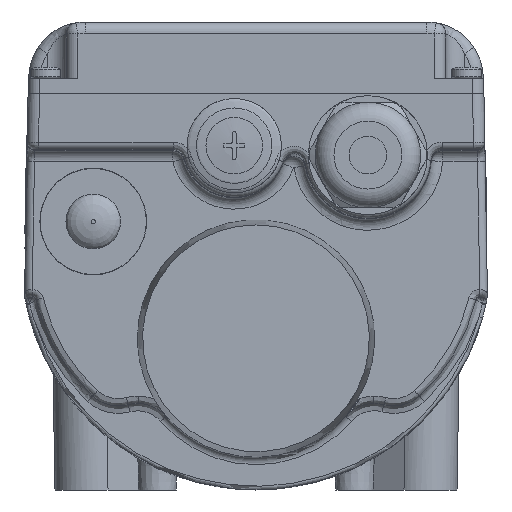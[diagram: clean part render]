
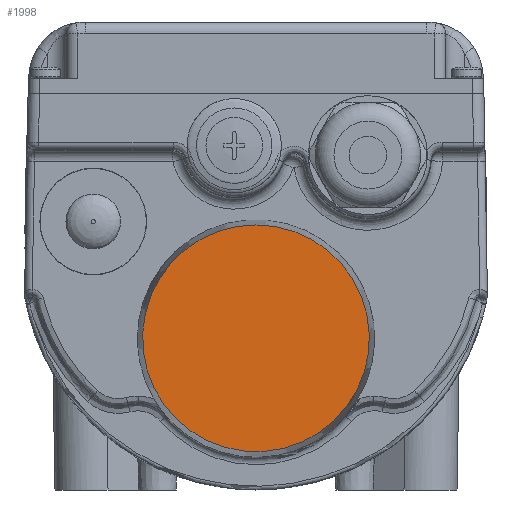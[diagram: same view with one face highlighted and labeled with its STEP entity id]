
A CAD part, left-side view. The second image highlights one B-rep face of the part: STEP entity #1998.
In plain terms, the highlighted planar face has unit normal (-1, 0, 0).
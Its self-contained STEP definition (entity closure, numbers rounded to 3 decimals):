
#1998 = ADVANCED_FACE( '', ( #4799 ), #4800, .T. );
#4799 = FACE_OUTER_BOUND( '', #11016, .T. );
#4800 = PLANE( '', #11017 );
#11016 = EDGE_LOOP( '', ( #21001 ) );
#11017 = AXIS2_PLACEMENT_3D( '', #21002, #21003, #21004 );
#21001 = ORIENTED_EDGE( '', *, *, #32002, .T. );
#21002 = CARTESIAN_POINT( '', ( -139.93, 0.08, 16.865 ) );
#21003 = DIRECTION( '', ( -1., 0., 0. ) );
#21004 = DIRECTION( '', ( 0., 1., 0. ) );
#32002 = EDGE_CURVE( '', #37188, #37188, #37189, .T. );
#37188 = VERTEX_POINT( '', #46876 );
#37189 = CIRCLE( '', #46877, 30.05 );
#46876 = CARTESIAN_POINT( '', ( -139.93, 30., 16.995 ) );
#46877 = AXIS2_PLACEMENT_3D( '', #56793, #56794, #56795 );
#56793 = CARTESIAN_POINT( '', ( -139.93, 30., -13.055 ) );
#56794 = DIRECTION( '', ( -1., 0., 0. ) );
#56795 = DIRECTION( '', ( 0., 0., 1. ) );
